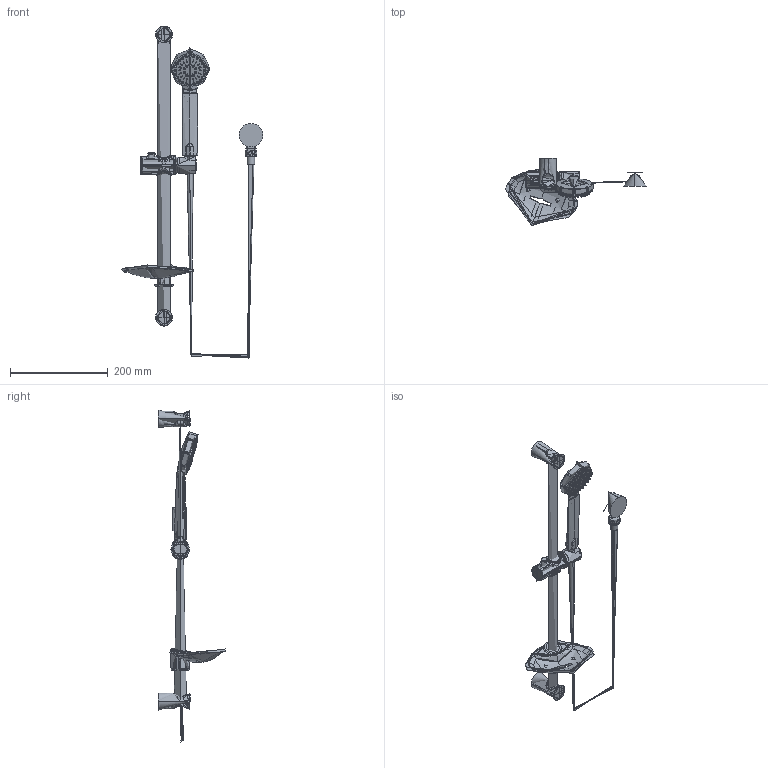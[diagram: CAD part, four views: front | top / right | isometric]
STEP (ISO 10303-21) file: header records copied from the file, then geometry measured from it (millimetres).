
FILE_DESCRIPTION(/* description */ (''),/* implementation_level */ '2;1');
FILE_NAME(/* name */ 'STEP - SBL0083-AR1H101CP_33097',/* time_stamp */ '2025-07-22T14:24:21+10:00',/* author */ (''),/* organization */ (''),/* preprocessor_version */ 'ST-DEVELOPER v16.5',/* originating_system */ 'Rhino 7.37',/* authorisation */ '');
FILE_SCHEMA (('AUTOMOTIVE_DESIGN'));
Length unit declared in the file: millimetre
Products named in the file (40): Document; 33097 01; Document66; wireframe_rep_065; P00056-3_ASM60; P00056-3_ASM_1_ASM51; P000560001_232; O00_338; P000560002_124; AR1H101-1_ASM63; N50510_ASM_ASM_ASM62; N50510_ASM_9_ASM_ASM59; N50510-001_BODY_16455; 图块 02; N50510-005_SAIZI_11222; N50510-006_MIANGAI_ASM_9_ASM_ASM52; N50510-002_MIANGAI_10126; N50510-003_TPR_8328; L0083-1_ASM5; L0083-1_ASM_1_ASM64; AG50008E01-M1102-25_ASM_ASM61; M1102_ASM_ASM_1_ASM58; M1102_ASM_1_ASM_1_ASM54; M1102-01_3_130; M1102-02_6_118; P10012E_ASM_1_ASM53; PAE5020_142; PZE5044_144; PJE5024_146; PZE5045_148; PZE5043_150; PBE5003_14; PTC5010_AF1_112; PTE5024_12; PLC5007_18; POL5120_120; PKE5053_110; PZE5190_140; PZE5189_136; PRC5011_114
Assembly tree (41 placements, depth 9):
  Document
    33097 01
      Document66
        wireframe_rep_065
        P00056-3_ASM60
          P00056-3_ASM_1_ASM51
            P000560001_232
            O00_338
            P000560002_124
        AR1H101-1_ASM63
          N50510_ASM_ASM_ASM62
            N50510_ASM_9_ASM_ASM59
              N50510-001_BODY_16455
                图块 02
              N50510-005_SAIZI_11222
              N50510-006_MIANGAI_ASM_9_ASM_ASM52
                N50510-002_MIANGAI_10126
                N50510-003_TPR_8328
        L0083-1_ASM5
          L0083-1_ASM_1_ASM64
            AG50008E01-M1102-25_ASM_ASM61
              M1102_ASM_ASM_1_ASM58
                M1102_ASM_1_ASM_1_ASM54
                  M1102-01_3_130
                  M1102-02_6_118
            P10012E_ASM_1_ASM53
              PAE5020_142
              PZE5044_144
              PJE5024_146
              PZE5045_148
              PZE5043_150
              PBE5003_14
              PTC5010_AF1_112
              PTE5024_12  x2
              PLC5007_18
              POL5120_120
            PKE5053_110  x2
            PZE5190_140
            PZE5189_136
            PRC5011_114
Bounding box: 289.53 x 138.07 x 680.09 mm (x, y, z)
Volume: 320491.5 mm3; surface area: 466471.7 mm2
Topology: 26 solids, 29 shells, 3955 faces, 10319 edges, 6492 vertices
Faces by surface type: bspline 2470, cylinder 743, plane 742
Entity records: 428453 total; most frequent: CARTESIAN_POINT 368600, ORIENTED_EDGE 19060, EDGE_CURVE 9538, B_SPLINE_CURVE_WITH_KNOTS 6713, VERTEX_POINT 6101, EDGE_LOOP 4198, ADVANCED_FACE 3699, FACE_OUTER_BOUND 3699
